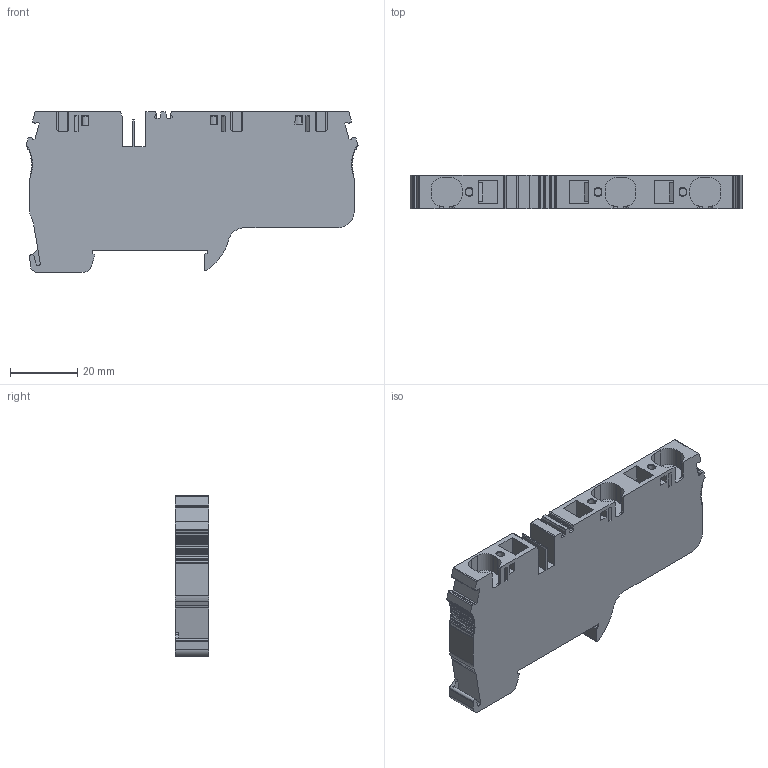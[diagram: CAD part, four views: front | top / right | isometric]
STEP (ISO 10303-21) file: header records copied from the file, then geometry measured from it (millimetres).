
FILE_DESCRIPTION(/* description */ ('Unknown'),/* implementation_level */ '2;1');
FILE_NAME(/* name */ 'SGQ10-1X2_ SOLID2',/* time_stamp */ '2023-09-25T11:21:32+06:00',/* author */ ('Unknown'),/* organization */ ('Unknown'),/* preprocessor_version */ 'ST-DEVELOPER v16.7',/* originating_system */ 'Solid Edge',/* authorisation */ 'Unknown');
FILE_SCHEMA (('AUTOMOTIVE_DESIGN {1 0 10303 214 3 1 1}'));
Length unit declared in the file: millimetre
Products named in the file (1): SGQ10-1X2_ SOLID2
Bounding box: 99.04 x 10 x 48.02 mm (x, y, z)
Volume: 35337.5 mm3; surface area: 12388.2 mm2
Topology: 1 solids, 1 shells, 372 faces, 1032 edges, 675 vertices
Faces by surface type: plane 182, cylinder 148, torus 24, cone 6, sphere 6, bspline 6
Full cylindrical faces by diameter (mm): 2.2 x3
Entity records: 14689 total; most frequent: CARTESIAN_POINT 2383, DIRECTION 2049, ORIENTED_EDGE 2046, EDGE_CURVE 1023, AXIS2_PLACEMENT_3D 724, VERTEX_POINT 675, LINE 601, VECTOR 601
